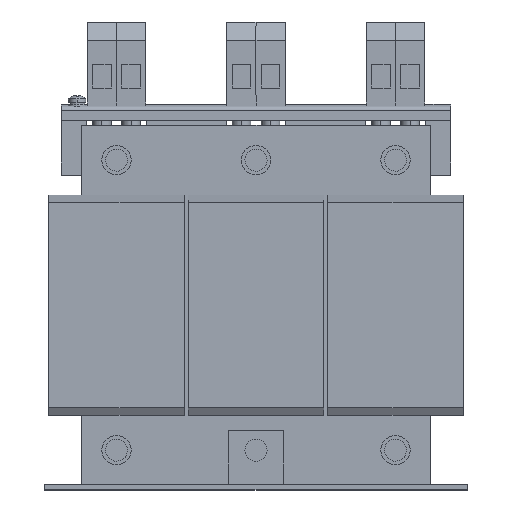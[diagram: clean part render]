
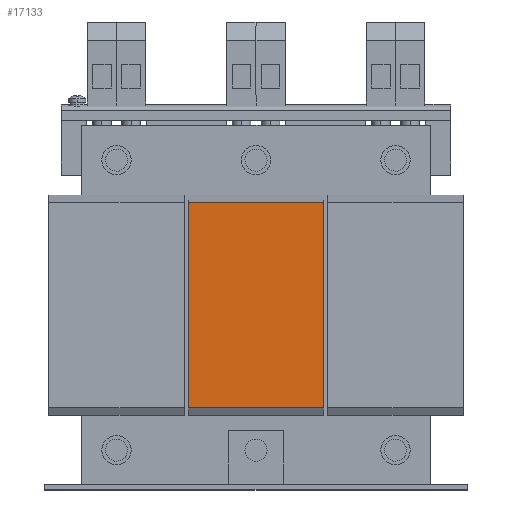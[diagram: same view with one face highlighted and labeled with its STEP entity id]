
A CAD part, top view. The second image highlights one B-rep face of the part: STEP entity #17133.
In plain terms, the highlighted planar face has unit normal (0, 0, 1).
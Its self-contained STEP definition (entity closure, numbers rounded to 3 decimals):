
#2862 = EDGE_LOOP ( 'NONE', ( #5165, #9585, #10929, #11355 ) ) ;
#2881 = CARTESIAN_POINT ( 'NONE',  ( -36.9, 56., 52. ) ) ;
#2969 = DIRECTION ( 'NONE',  ( -1., 0., 0. ) ) ;
#4316 = FACE_OUTER_BOUND ( 'NONE', #2862, .T. ) ;
#4687 = EDGE_CURVE ( 'NONE', #6129, #5382, #16199, .T. ) ;
#4888 = CARTESIAN_POINT ( 'NONE',  ( 36.9, 56., 52. ) ) ;
#4964 = LINE ( 'NONE', #16596, #22269 ) ;
#5088 = DIRECTION ( 'NONE',  ( 0., -1., 0. ) ) ;
#5165 = ORIENTED_EDGE ( 'NONE', *, *, #15999, .T. ) ;
#5382 = VERTEX_POINT ( 'NONE', #18856 ) ;
#6026 = VECTOR ( 'NONE', #15128, 1000. ) ;
#6129 = VERTEX_POINT ( 'NONE', #25341 ) ;
#6253 = DIRECTION ( 'NONE',  ( 0., -1., 0. ) ) ;
#7825 = EDGE_CURVE ( 'NONE', #5382, #9257, #22884, .T. ) ;
#8049 = CARTESIAN_POINT ( 'NONE',  ( 36.9, 56., 52. ) ) ;
#9257 = VERTEX_POINT ( 'NONE', #16273 ) ;
#9493 = AXIS2_PLACEMENT_3D ( 'NONE', #8049, #14276, #12087 ) ;
#9585 = ORIENTED_EDGE ( 'NONE', *, *, #7825, .F. ) ;
#10929 = ORIENTED_EDGE ( 'NONE', *, *, #4687, .F. ) ;
#11355 = ORIENTED_EDGE ( 'NONE', *, *, #18497, .T. ) ;
#12087 = DIRECTION ( 'NONE',  ( 0., 1., 0. ) ) ;
#13321 = VERTEX_POINT ( 'NONE', #2881 ) ;
#14276 = DIRECTION ( 'NONE',  ( 0., 0., -1. ) ) ;
#14635 = VECTOR ( 'NONE', #6253, 1000. ) ;
#15128 = DIRECTION ( 'NONE',  ( -1., 0., 0. ) ) ;
#15999 = EDGE_CURVE ( 'NONE', #13321, #9257, #4964, .T. ) ;
#16199 = LINE ( 'NONE', #21889, #14635 ) ;
#16273 = CARTESIAN_POINT ( 'NONE',  ( -36.9, -56., 52. ) ) ;
#16596 = CARTESIAN_POINT ( 'NONE',  ( -36.9, 56., 52. ) ) ;
#17133 = ADVANCED_FACE ( 'NONE', ( #4316 ), #19834, .F. ) ;
#18497 = EDGE_CURVE ( 'NONE', #6129, #13321, #22583, .T. ) ;
#18856 = CARTESIAN_POINT ( 'NONE',  ( 36.9, -56., 52. ) ) ;
#19834 = PLANE ( 'NONE',  #9493 ) ;
#20269 = VECTOR ( 'NONE', #2969, 1000. ) ;
#21072 = CARTESIAN_POINT ( 'NONE',  ( 36.9, -56., 52. ) ) ;
#21889 = CARTESIAN_POINT ( 'NONE',  ( 36.9, 56., 52. ) ) ;
#22269 = VECTOR ( 'NONE', #5088, 1000. ) ;
#22583 = LINE ( 'NONE', #4888, #20269 ) ;
#22884 = LINE ( 'NONE', #21072, #6026 ) ;
#25341 = CARTESIAN_POINT ( 'NONE',  ( 36.9, 56., 52. ) ) ;
